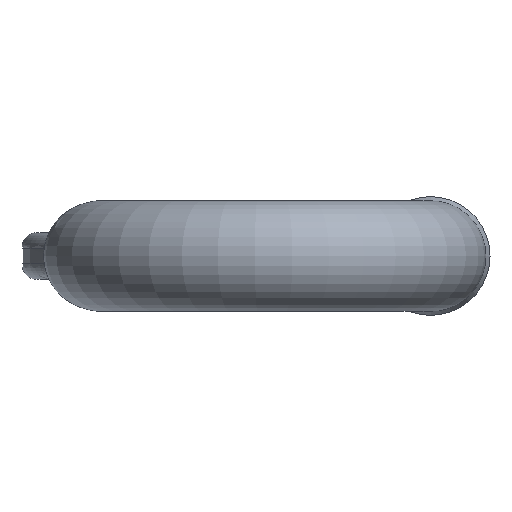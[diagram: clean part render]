
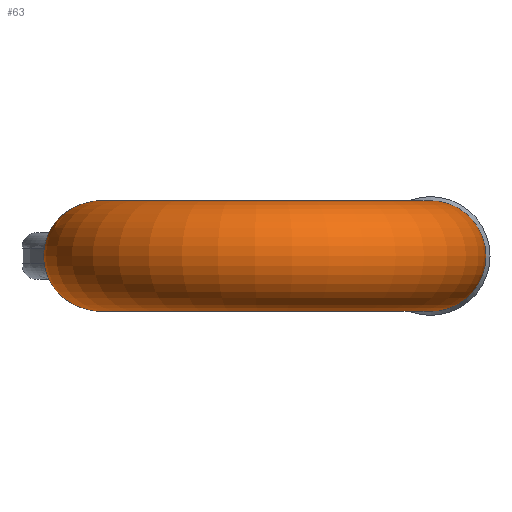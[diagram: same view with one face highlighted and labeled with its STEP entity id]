
A CAD part, front view. The second image highlights one B-rep face of the part: STEP entity #63.
In plain terms, the highlighted toroidal (fillet/blend) face has major radius 60 mm and minor radius 20 mm.
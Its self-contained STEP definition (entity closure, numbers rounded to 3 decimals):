
#43=TOROIDAL_SURFACE('',#516,60.,20.);
#50=FACE_BOUND('',#126,.T.);
#51=FACE_BOUND('',#127,.T.);
#63=ADVANCED_FACE('',(#50,#51),#43,.T.);
#126=EDGE_LOOP('',(#237));
#127=EDGE_LOOP('',(#238,#239,#240,#241,#242,#243));
#157=CIRCLE('',#508,20.);
#160=CIRCLE('',#514,20.);
#161=CIRCLE('',#515,20.);
#196=B_SPLINE_CURVE_WITH_KNOTS('',3,(#847,#848,#849,#850,#851,#852,#853,
#854,#855,#856),.UNSPECIFIED.,.F.,.F.,(4,2,2,2,4),(0.,0.25,0.5,0.75,1.),
.UNSPECIFIED.);
#197=B_SPLINE_CURVE_WITH_KNOTS('',3,(#859,#860,#861,#862,#863,#864),.UNSPECIFIED.,
.F.,.F.,(4,2,4),(0.,0.5,1.),.UNSPECIFIED.);
#198=B_SPLINE_CURVE_WITH_KNOTS('',3,(#865,#866,#867,#868,#869,#870,#871,
#872),.UNSPECIFIED.,.F.,.F.,(4,2,2,4),(0.,0.25,0.5,1.),.UNSPECIFIED.);
#199=B_SPLINE_CURVE_WITH_KNOTS('',3,(#874,#875,#876,#877,#878,#879,#880,
#881),.UNSPECIFIED.,.F.,.F.,(4,2,2,4),(0.,0.25,0.5,1.),.UNSPECIFIED.);
#237=ORIENTED_EDGE('',*,*,#426,.F.);
#238=ORIENTED_EDGE('',*,*,#427,.T.);
#239=ORIENTED_EDGE('',*,*,#428,.T.);
#240=ORIENTED_EDGE('',*,*,#417,.T.);
#241=ORIENTED_EDGE('',*,*,#429,.T.);
#242=ORIENTED_EDGE('',*,*,#430,.T.);
#243=ORIENTED_EDGE('',*,*,#431,.T.);
#367=VERTEX_POINT('',#789);
#368=VERTEX_POINT('',#791);
#375=VERTEX_POINT('',#846);
#376=VERTEX_POINT('',#857);
#377=VERTEX_POINT('',#858);
#378=VERTEX_POINT('',#873);
#379=VERTEX_POINT('',#882);
#417=EDGE_CURVE('',#368,#367,#157,.T.);
#426=EDGE_CURVE('',#375,#375,#160,.T.);
#427=EDGE_CURVE('',#376,#377,#196,.T.);
#428=EDGE_CURVE('',#377,#368,#197,.T.);
#429=EDGE_CURVE('',#367,#378,#198,.T.);
#430=EDGE_CURVE('',#378,#379,#199,.T.);
#431=EDGE_CURVE('',#379,#376,#161,.T.);
#508=AXIS2_PLACEMENT_3D('',#790,#572,#573);
#514=AXIS2_PLACEMENT_3D('',#845,#584,#585);
#515=AXIS2_PLACEMENT_3D('',#883,#586,#587);
#516=AXIS2_PLACEMENT_3D('',#884,#588,#589);
#572=DIRECTION('',(0.,-1.,0.));
#573=DIRECTION('',(1.,0.,0.));
#584=DIRECTION('',(0.,1.,0.));
#585=DIRECTION('',(-1.,0.,0.));
#586=DIRECTION('',(0.,-1.,0.));
#587=DIRECTION('',(1.,0.,0.));
#588=DIRECTION('',(0.,0.,1.));
#589=DIRECTION('',(1.,0.,0.));
#789=CARTESIAN_POINT('',(-77.321,-45.,-10.));
#790=CARTESIAN_POINT('',(-60.,-45.,0.));
#791=CARTESIAN_POINT('',(-77.321,-45.,10.));
#845=CARTESIAN_POINT('',(60.,-45.,0.));
#846=CARTESIAN_POINT('',(40.,-45.,0.));
#847=CARTESIAN_POINT('',(-42.679,-45.,10.));
#848=CARTESIAN_POINT('',(-43.409,-46.264,11.264));
#849=CARTESIAN_POINT('',(-44.24,-47.486,12.486));
#850=CARTESIAN_POINT('',(-46.218,-49.799,14.799));
#851=CARTESIAN_POINT('',(-47.384,-50.905,15.905));
#852=CARTESIAN_POINT('',(-50.142,-52.817,17.817));
#853=CARTESIAN_POINT('',(-51.755,-53.626,18.626));
#854=CARTESIAN_POINT('',(-55.276,-54.713,19.713));
#855=CARTESIAN_POINT('',(-57.208,-55.,20.));
#856=CARTESIAN_POINT('',(-59.161,-55.,20.));
#857=CARTESIAN_POINT('',(-42.679,-45.,10.));
#858=CARTESIAN_POINT('',(-59.161,-55.,20.));
#859=CARTESIAN_POINT('',(-59.161,-55.,20.));
#860=CARTESIAN_POINT('',(-63.267,-55.,20.));
#861=CARTESIAN_POINT('',(-67.159,-53.783,18.783));
#862=CARTESIAN_POINT('',(-73.424,-50.096,15.096));
#863=CARTESIAN_POINT('',(-75.776,-47.674,12.674));
#864=CARTESIAN_POINT('',(-77.321,-45.,10.));
#865=CARTESIAN_POINT('',(-77.321,-45.,-10.));
#866=CARTESIAN_POINT('',(-76.548,-46.338,-11.338));
#867=CARTESIAN_POINT('',(-75.586,-47.593,-12.593));
#868=CARTESIAN_POINT('',(-73.252,-49.927,-14.927));
#869=CARTESIAN_POINT('',(-71.866,-51.01,-16.01));
#870=CARTESIAN_POINT('',(-67.212,-53.757,-18.757));
#871=CARTESIAN_POINT('',(-63.27,-55.,-20.));
#872=CARTESIAN_POINT('',(-59.161,-55.,-20.));
#873=CARTESIAN_POINT('',(-59.161,-55.,-20.));
#874=CARTESIAN_POINT('',(-59.161,-55.,-20.));
#875=CARTESIAN_POINT('',(-57.213,-55.,-20.));
#876=CARTESIAN_POINT('',(-55.305,-54.72,-19.72));
#877=CARTESIAN_POINT('',(-51.76,-53.629,-18.629));
#878=CARTESIAN_POINT('',(-50.159,-52.826,-17.826));
#879=CARTESIAN_POINT('',(-46.034,-49.975,-14.975));
#880=CARTESIAN_POINT('',(-44.142,-47.533,-12.533));
#881=CARTESIAN_POINT('',(-42.679,-45.,-10.));
#882=CARTESIAN_POINT('',(-42.679,-45.,-10.));
#883=CARTESIAN_POINT('',(-60.,-45.,0.));
#884=CARTESIAN_POINT('',(0.,-45.,0.));
